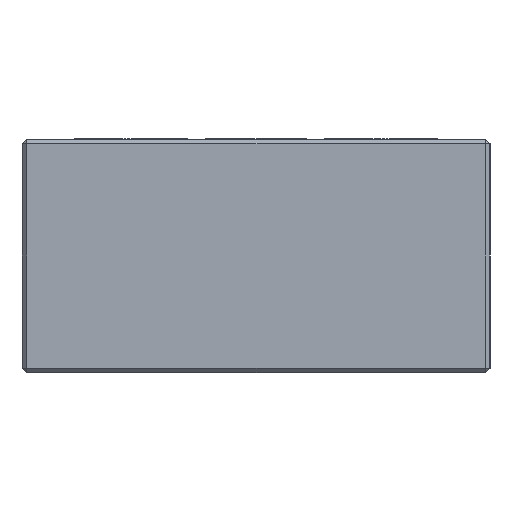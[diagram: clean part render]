
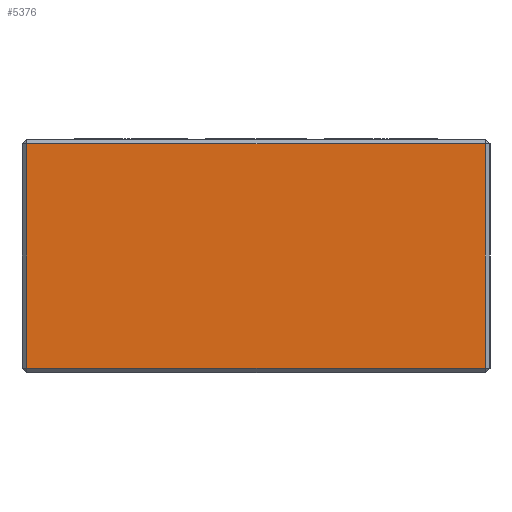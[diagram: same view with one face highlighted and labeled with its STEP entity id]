
A CAD part, left-side view. The second image highlights one B-rep face of the part: STEP entity #5376.
In plain terms, the highlighted planar face has unit normal (-1, 0, 0).
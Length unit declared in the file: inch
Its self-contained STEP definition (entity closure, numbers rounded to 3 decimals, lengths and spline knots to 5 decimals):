
#92 = VERTEX_POINT ( 'NONE', #389 ) ;
#131 = DIRECTION ( 'NONE',  ( 0., -1., 0. ) ) ;
#389 = CARTESIAN_POINT ( 'NONE',  ( -1.5, -0.98031, -0.48031 ) ) ;
#427 = FACE_OUTER_BOUND ( 'NONE', #469, .T. ) ;
#469 = EDGE_LOOP ( 'NONE', ( #1737, #5732, #2764, #3422 ) ) ;
#535 = LINE ( 'NONE', #5566, #4270 ) ;
#813 = CARTESIAN_POINT ( 'NONE',  ( -1.5, 1., 0.5 ) ) ;
#844 = DIRECTION ( 'NONE',  ( 1., 0., 0. ) ) ;
#1114 = DIRECTION ( 'NONE',  ( 0., 1., 0. ) ) ;
#1307 = VERTEX_POINT ( 'NONE', #1851 ) ;
#1312 = LINE ( 'NONE', #6115, #2867 ) ;
#1569 = LINE ( 'NONE', #2152, #2221 ) ;
#1737 = ORIENTED_EDGE ( 'NONE', *, *, #5823, .T. ) ;
#1766 = CARTESIAN_POINT ( 'NONE',  ( -1.5, 0.98031, 0.5 ) ) ;
#1815 = DIRECTION ( 'NONE',  ( 0., 1., 0. ) ) ;
#1851 = CARTESIAN_POINT ( 'NONE',  ( -1.5, 0.98031, -0.48031 ) ) ;
#2131 = EDGE_CURVE ( 'NONE', #6193, #4084, #535, .T. ) ;
#2152 = CARTESIAN_POINT ( 'NONE',  ( -1.5, -0.98031, 0.5 ) ) ;
#2221 = VECTOR ( 'NONE', #2304, 39.37008 ) ;
#2304 = DIRECTION ( 'NONE',  ( 0., 0., 1. ) ) ;
#2764 = ORIENTED_EDGE ( 'NONE', *, *, #5622, .T. ) ;
#2867 = VECTOR ( 'NONE', #131, 39.37008 ) ;
#3211 = CARTESIAN_POINT ( 'NONE',  ( -1.5, 0.98031, 0.48031 ) ) ;
#3422 = ORIENTED_EDGE ( 'NONE', *, *, #5177, .T. ) ;
#3689 = AXIS2_PLACEMENT_3D ( 'NONE', #813, #844, #1815 ) ;
#3777 = VECTOR ( 'NONE', #5244, 39.37008 ) ;
#4084 = VERTEX_POINT ( 'NONE', #3211 ) ;
#4270 = VECTOR ( 'NONE', #1114, 39.37008 ) ;
#4554 = CARTESIAN_POINT ( 'NONE',  ( -1.5, -0.98031, 0.48031 ) ) ;
#4737 = PLANE ( 'NONE',  #3689 ) ;
#5177 = EDGE_CURVE ( 'NONE', #1307, #92, #1312, .T. ) ;
#5244 = DIRECTION ( 'NONE',  ( 0., 0., -1. ) ) ;
#5376 = ADVANCED_FACE ( 'NONE', ( #427 ), #4737, .F. ) ;
#5566 = CARTESIAN_POINT ( 'NONE',  ( -1.5, 1., 0.48031 ) ) ;
#5622 = EDGE_CURVE ( 'NONE', #4084, #1307, #5837, .T. ) ;
#5732 = ORIENTED_EDGE ( 'NONE', *, *, #2131, .T. ) ;
#5823 = EDGE_CURVE ( 'NONE', #92, #6193, #1569, .T. ) ;
#5837 = LINE ( 'NONE', #1766, #3777 ) ;
#6115 = CARTESIAN_POINT ( 'NONE',  ( -1.5, 1., -0.48031 ) ) ;
#6193 = VERTEX_POINT ( 'NONE', #4554 ) ;
